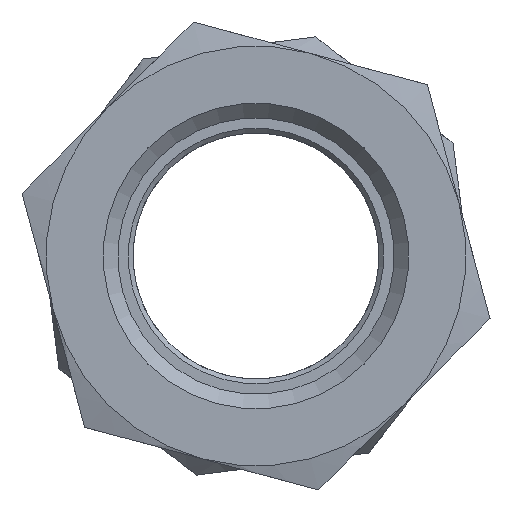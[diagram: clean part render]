
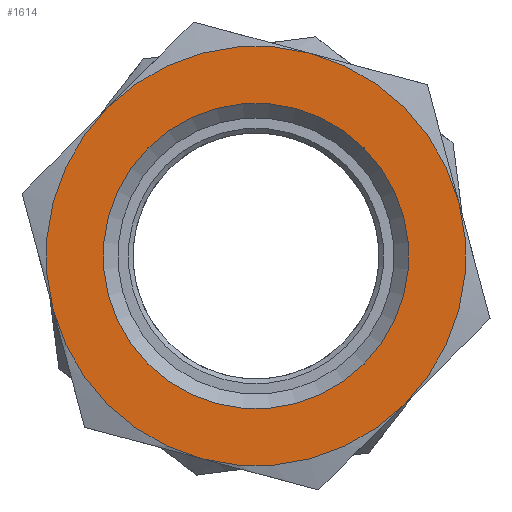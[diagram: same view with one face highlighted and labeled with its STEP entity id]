
A CAD part, left-side view. The second image highlights one B-rep face of the part: STEP entity #1614.
In plain terms, the highlighted planar face has unit normal (-1, 0, 0).
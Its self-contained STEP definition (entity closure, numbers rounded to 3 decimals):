
#76=FACE_BOUND('',#445,.T.);
#97=PLANE('',#1828);
#339=FACE_OUTER_BOUND('',#444,.T.);
#444=EDGE_LOOP('',(#1356,#1357,#1358,#1359,#1360,#1361));
#445=EDGE_LOOP('',(#1362,#1363));
#586=CIRCLE('',#1829,23.);
#587=CIRCLE('',#1830,23.);
#588=CIRCLE('',#1831,23.);
#589=CIRCLE('',#1832,23.);
#590=CIRCLE('',#1833,23.);
#591=CIRCLE('',#1834,23.);
#592=CIRCLE('',#1835,16.75);
#593=CIRCLE('',#1836,16.75);
#738=VERTEX_POINT('',#2839);
#739=VERTEX_POINT('',#2840);
#740=VERTEX_POINT('',#2842);
#741=VERTEX_POINT('',#2844);
#742=VERTEX_POINT('',#2846);
#743=VERTEX_POINT('',#2848);
#744=VERTEX_POINT('',#2851);
#745=VERTEX_POINT('',#2852);
#954=EDGE_CURVE('',#738,#739,#586,.T.);
#955=EDGE_CURVE('',#739,#740,#587,.T.);
#956=EDGE_CURVE('',#740,#741,#588,.T.);
#957=EDGE_CURVE('',#741,#742,#589,.T.);
#958=EDGE_CURVE('',#742,#743,#590,.T.);
#959=EDGE_CURVE('',#743,#738,#591,.T.);
#960=EDGE_CURVE('',#744,#745,#592,.T.);
#961=EDGE_CURVE('',#745,#744,#593,.T.);
#1356=ORIENTED_EDGE('',*,*,#954,.T.);
#1357=ORIENTED_EDGE('',*,*,#955,.T.);
#1358=ORIENTED_EDGE('',*,*,#956,.T.);
#1359=ORIENTED_EDGE('',*,*,#957,.T.);
#1360=ORIENTED_EDGE('',*,*,#958,.T.);
#1361=ORIENTED_EDGE('',*,*,#959,.T.);
#1362=ORIENTED_EDGE('',*,*,#960,.T.);
#1363=ORIENTED_EDGE('',*,*,#961,.T.);
#1614=ADVANCED_FACE('',(#339,#76),#97,.T.);
#1828=AXIS2_PLACEMENT_3D('',#2838,#2253,#2254);
#1829=AXIS2_PLACEMENT_3D('',#2841,#2255,#2256);
#1830=AXIS2_PLACEMENT_3D('',#2843,#2257,#2258);
#1831=AXIS2_PLACEMENT_3D('',#2845,#2259,#2260);
#1832=AXIS2_PLACEMENT_3D('',#2847,#2261,#2262);
#1833=AXIS2_PLACEMENT_3D('',#2849,#2263,#2264);
#1834=AXIS2_PLACEMENT_3D('',#2850,#2265,#2266);
#1835=AXIS2_PLACEMENT_3D('',#2853,#2267,#2268);
#1836=AXIS2_PLACEMENT_3D('',#2854,#2269,#2270);
#2253=DIRECTION('center_axis',(-1.,0.,0.));
#2254=DIRECTION('ref_axis',(0.,-0.966,0.259));
#2255=DIRECTION('center_axis',(-1.,0.,0.));
#2256=DIRECTION('ref_axis',(0.,-0.966,0.259));
#2257=DIRECTION('center_axis',(-1.,0.,0.));
#2258=DIRECTION('ref_axis',(0.,-0.966,0.259));
#2259=DIRECTION('center_axis',(-1.,0.,0.));
#2260=DIRECTION('ref_axis',(0.,-0.966,0.259));
#2261=DIRECTION('center_axis',(-1.,0.,0.));
#2262=DIRECTION('ref_axis',(0.,-0.966,0.259));
#2263=DIRECTION('center_axis',(-1.,0.,0.));
#2264=DIRECTION('ref_axis',(0.,-0.966,0.259));
#2265=DIRECTION('center_axis',(-1.,0.,0.));
#2266=DIRECTION('ref_axis',(0.,-0.966,0.259));
#2267=DIRECTION('center_axis',(1.,0.,0.));
#2268=DIRECTION('ref_axis',(0.,-0.259,-0.966));
#2269=DIRECTION('center_axis',(1.,0.,0.));
#2270=DIRECTION('ref_axis',(0.,-0.259,-0.966));
#2838=CARTESIAN_POINT('Origin',(-83.,-11.108,2.976));
#2839=CARTESIAN_POINT('',(-83.,-22.216,5.953));
#2840=CARTESIAN_POINT('',(-83.,-5.953,22.216));
#2841=CARTESIAN_POINT('Origin',(-83.,0.,0.));
#2842=CARTESIAN_POINT('',(-83.,16.263,16.263));
#2843=CARTESIAN_POINT('Origin',(-83.,0.,0.));
#2844=CARTESIAN_POINT('',(-83.,22.216,-5.953));
#2845=CARTESIAN_POINT('Origin',(-83.,0.,0.));
#2846=CARTESIAN_POINT('',(-83.,5.953,-22.216));
#2847=CARTESIAN_POINT('Origin',(-83.,0.,0.));
#2848=CARTESIAN_POINT('',(-83.,-16.263,-16.263));
#2849=CARTESIAN_POINT('Origin',(-83.,0.,0.));
#2850=CARTESIAN_POINT('Origin',(-83.,0.,0.));
#2851=CARTESIAN_POINT('',(-83.,-4.335,-16.179));
#2852=CARTESIAN_POINT('',(-83.,4.335,16.179));
#2853=CARTESIAN_POINT('Origin',(-83.,0.,0.));
#2854=CARTESIAN_POINT('Origin',(-83.,0.,0.));
